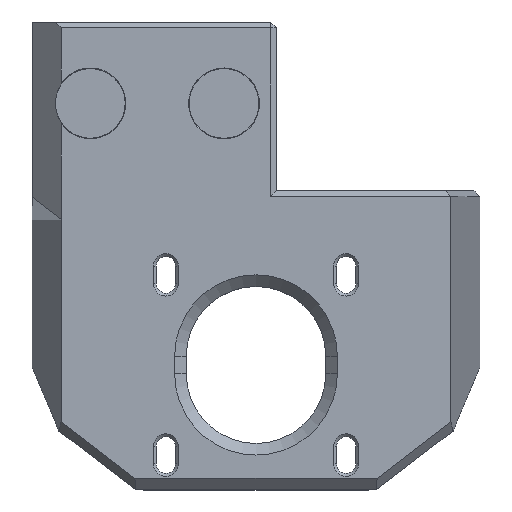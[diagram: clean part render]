
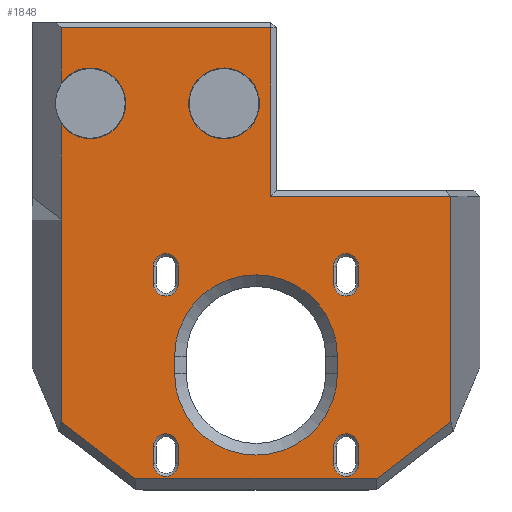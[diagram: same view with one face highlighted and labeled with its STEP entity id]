
A CAD part, top view. The second image highlights one B-rep face of the part: STEP entity #1848.
In plain terms, the highlighted planar face has unit normal (0, 0, 1).
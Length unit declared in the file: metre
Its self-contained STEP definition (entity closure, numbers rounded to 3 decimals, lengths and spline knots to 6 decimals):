
#51=CIRCLE('',#1988,0.014);
#52=CIRCLE('',#1989,0.014);
#53=CIRCLE('',#1990,0.00215);
#54=CIRCLE('',#1991,0.00215);
#55=CIRCLE('',#1992,0.00215);
#56=CIRCLE('',#1993,0.00215);
#57=CIRCLE('',#1994,0.00215);
#58=CIRCLE('',#1995,0.00215);
#59=CIRCLE('',#1996,0.00215);
#60=CIRCLE('',#1997,0.00215);
#61=CIRCLE('',#1998,0.0061);
#62=CIRCLE('',#1999,0.0061);
#200=ORIENTED_EDGE('',*,*,#716,.T.);
#201=ORIENTED_EDGE('',*,*,#717,.T.);
#202=ORIENTED_EDGE('',*,*,#718,.T.);
#203=ORIENTED_EDGE('',*,*,#719,.T.);
#204=ORIENTED_EDGE('',*,*,#720,.T.);
#205=ORIENTED_EDGE('',*,*,#721,.T.);
#206=ORIENTED_EDGE('',*,*,#722,.T.);
#207=ORIENTED_EDGE('',*,*,#723,.T.);
#208=ORIENTED_EDGE('',*,*,#724,.T.);
#209=ORIENTED_EDGE('',*,*,#725,.T.);
#210=ORIENTED_EDGE('',*,*,#726,.T.);
#211=ORIENTED_EDGE('',*,*,#727,.T.);
#212=ORIENTED_EDGE('',*,*,#728,.T.);
#213=ORIENTED_EDGE('',*,*,#729,.T.);
#214=ORIENTED_EDGE('',*,*,#730,.T.);
#215=ORIENTED_EDGE('',*,*,#731,.T.);
#216=ORIENTED_EDGE('',*,*,#732,.T.);
#217=ORIENTED_EDGE('',*,*,#733,.T.);
#218=ORIENTED_EDGE('',*,*,#734,.T.);
#219=ORIENTED_EDGE('',*,*,#735,.T.);
#220=ORIENTED_EDGE('',*,*,#736,.T.);
#221=ORIENTED_EDGE('',*,*,#737,.T.);
#222=ORIENTED_EDGE('',*,*,#738,.T.);
#223=ORIENTED_EDGE('',*,*,#739,.T.);
#224=ORIENTED_EDGE('',*,*,#740,.T.);
#225=ORIENTED_EDGE('',*,*,#741,.T.);
#226=ORIENTED_EDGE('',*,*,#742,.F.);
#227=ORIENTED_EDGE('',*,*,#743,.T.);
#228=ORIENTED_EDGE('',*,*,#744,.T.);
#229=ORIENTED_EDGE('',*,*,#745,.T.);
#230=ORIENTED_EDGE('',*,*,#746,.T.);
#231=ORIENTED_EDGE('',*,*,#747,.T.);
#716=EDGE_CURVE('',#970,#971,#1132,.T.);
#717=EDGE_CURVE('',#971,#972,#51,.F.);
#718=EDGE_CURVE('',#972,#973,#1133,.T.);
#719=EDGE_CURVE('',#973,#970,#52,.F.);
#720=EDGE_CURVE('',#974,#975,#1134,.T.);
#721=EDGE_CURVE('',#975,#976,#53,.F.);
#722=EDGE_CURVE('',#976,#977,#1135,.T.);
#723=EDGE_CURVE('',#977,#974,#54,.F.);
#724=EDGE_CURVE('',#978,#979,#1136,.T.);
#725=EDGE_CURVE('',#979,#980,#55,.F.);
#726=EDGE_CURVE('',#980,#981,#1137,.T.);
#727=EDGE_CURVE('',#981,#978,#56,.F.);
#728=EDGE_CURVE('',#982,#983,#1138,.T.);
#729=EDGE_CURVE('',#983,#984,#57,.F.);
#730=EDGE_CURVE('',#984,#985,#1139,.T.);
#731=EDGE_CURVE('',#985,#982,#58,.F.);
#732=EDGE_CURVE('',#986,#987,#1140,.T.);
#733=EDGE_CURVE('',#987,#988,#59,.F.);
#734=EDGE_CURVE('',#988,#989,#1141,.T.);
#735=EDGE_CURVE('',#989,#986,#60,.F.);
#736=EDGE_CURVE('',#990,#990,#61,.F.);
#737=EDGE_CURVE('',#991,#992,#1142,.T.);
#738=EDGE_CURVE('',#992,#993,#1143,.T.);
#739=EDGE_CURVE('',#993,#994,#1144,.T.);
#740=EDGE_CURVE('',#994,#995,#62,.F.);
#741=EDGE_CURVE('',#995,#996,#1145,.T.);
#742=EDGE_CURVE('',#997,#996,#1146,.T.);
#743=EDGE_CURVE('',#997,#998,#1147,.T.);
#744=EDGE_CURVE('',#998,#999,#1148,.T.);
#745=EDGE_CURVE('',#999,#1000,#1149,.T.);
#746=EDGE_CURVE('',#1000,#1001,#1150,.T.);
#747=EDGE_CURVE('',#1001,#991,#1151,.T.);
#970=VERTEX_POINT('',#2830);
#971=VERTEX_POINT('',#2831);
#972=VERTEX_POINT('',#2833);
#973=VERTEX_POINT('',#2835);
#974=VERTEX_POINT('',#2838);
#975=VERTEX_POINT('',#2839);
#976=VERTEX_POINT('',#2841);
#977=VERTEX_POINT('',#2843);
#978=VERTEX_POINT('',#2846);
#979=VERTEX_POINT('',#2847);
#980=VERTEX_POINT('',#2849);
#981=VERTEX_POINT('',#2851);
#982=VERTEX_POINT('',#2854);
#983=VERTEX_POINT('',#2855);
#984=VERTEX_POINT('',#2857);
#985=VERTEX_POINT('',#2859);
#986=VERTEX_POINT('',#2862);
#987=VERTEX_POINT('',#2863);
#988=VERTEX_POINT('',#2865);
#989=VERTEX_POINT('',#2867);
#990=VERTEX_POINT('',#2870);
#991=VERTEX_POINT('',#2872);
#992=VERTEX_POINT('',#2873);
#993=VERTEX_POINT('',#2875);
#994=VERTEX_POINT('',#2877);
#995=VERTEX_POINT('',#2879);
#996=VERTEX_POINT('',#2881);
#997=VERTEX_POINT('',#2883);
#998=VERTEX_POINT('',#2885);
#999=VERTEX_POINT('',#2887);
#1000=VERTEX_POINT('',#2889);
#1001=VERTEX_POINT('',#2891);
#1132=LINE('',#2829,#1339);
#1133=LINE('',#2834,#1340);
#1134=LINE('',#2837,#1341);
#1135=LINE('',#2842,#1342);
#1136=LINE('',#2845,#1343);
#1137=LINE('',#2850,#1344);
#1138=LINE('',#2853,#1345);
#1139=LINE('',#2858,#1346);
#1140=LINE('',#2861,#1347);
#1141=LINE('',#2866,#1348);
#1142=LINE('',#2871,#1349);
#1143=LINE('',#2874,#1350);
#1144=LINE('',#2876,#1351);
#1145=LINE('',#2880,#1352);
#1146=LINE('',#2882,#1353);
#1147=LINE('',#2884,#1354);
#1148=LINE('',#2886,#1355);
#1149=LINE('',#2888,#1356);
#1150=LINE('',#2890,#1357);
#1151=LINE('',#2892,#1358);
#1339=VECTOR('',#2252,1.);
#1340=VECTOR('',#2255,1.);
#1341=VECTOR('',#2258,1.);
#1342=VECTOR('',#2261,1.);
#1343=VECTOR('',#2264,1.);
#1344=VECTOR('',#2267,1.);
#1345=VECTOR('',#2270,1.);
#1346=VECTOR('',#2273,1.);
#1347=VECTOR('',#2276,1.);
#1348=VECTOR('',#2279,1.);
#1349=VECTOR('',#2284,1.);
#1350=VECTOR('',#2285,1.);
#1351=VECTOR('',#2286,1.);
#1352=VECTOR('',#2289,1.);
#1353=VECTOR('',#2290,1.);
#1354=VECTOR('',#2291,1.);
#1355=VECTOR('',#2292,1.);
#1356=VECTOR('',#2293,1.);
#1357=VECTOR('',#2294,1.);
#1358=VECTOR('',#2295,1.);
#1502=EDGE_LOOP('',(#200,#201,#202,#203));
#1503=EDGE_LOOP('',(#204,#205,#206,#207));
#1504=EDGE_LOOP('',(#208,#209,#210,#211));
#1505=EDGE_LOOP('',(#212,#213,#214,#215));
#1506=EDGE_LOOP('',(#216,#217,#218,#219));
#1507=EDGE_LOOP('',(#220));
#1508=EDGE_LOOP('',(#221,#222,#223,#224,#225,#226,#227,#228,#229,#230,#231));
#1638=FACE_BOUND('',#1502,.T.);
#1639=FACE_BOUND('',#1503,.T.);
#1640=FACE_BOUND('',#1504,.T.);
#1641=FACE_BOUND('',#1505,.T.);
#1642=FACE_BOUND('',#1506,.T.);
#1643=FACE_BOUND('',#1507,.T.);
#1644=FACE_BOUND('',#1508,.T.);
#1764=PLANE('',#1987);
#1848=ADVANCED_FACE('',(#1638,#1639,#1640,#1641,#1642,#1643,#1644),#1764,
 .T.);
#1987=AXIS2_PLACEMENT_3D('',#2828,#2250,#2251);
#1988=AXIS2_PLACEMENT_3D('',#2832,#2253,#2254);
#1989=AXIS2_PLACEMENT_3D('',#2836,#2256,#2257);
#1990=AXIS2_PLACEMENT_3D('',#2840,#2259,#2260);
#1991=AXIS2_PLACEMENT_3D('',#2844,#2262,#2263);
#1992=AXIS2_PLACEMENT_3D('',#2848,#2265,#2266);
#1993=AXIS2_PLACEMENT_3D('',#2852,#2268,#2269);
#1994=AXIS2_PLACEMENT_3D('',#2856,#2271,#2272);
#1995=AXIS2_PLACEMENT_3D('',#2860,#2274,#2275);
#1996=AXIS2_PLACEMENT_3D('',#2864,#2277,#2278);
#1997=AXIS2_PLACEMENT_3D('',#2868,#2280,#2281);
#1998=AXIS2_PLACEMENT_3D('',#2869,#2282,#2283);
#1999=AXIS2_PLACEMENT_3D('',#2878,#2287,#2288);
#2250=DIRECTION('',(0.,0.,1.));
#2251=DIRECTION('',(1.,0.,0.));
#2252=DIRECTION('',(0.,-1.,0.));
#2253=DIRECTION('',(0.,0.,1.));
#2254=DIRECTION('',(1.,0.,0.));
#2255=DIRECTION('',(0.,1.,0.));
#2256=DIRECTION('',(0.,0.,1.));
#2257=DIRECTION('',(1.,0.,0.));
#2258=DIRECTION('',(0.,-1.,0.));
#2259=DIRECTION('',(0.,0.,1.));
#2260=DIRECTION('',(1.,0.,0.));
#2261=DIRECTION('',(0.,1.,0.));
#2262=DIRECTION('',(0.,0.,1.));
#2263=DIRECTION('',(1.,0.,0.));
#2264=DIRECTION('',(0.,-1.,0.));
#2265=DIRECTION('',(0.,0.,1.));
#2266=DIRECTION('',(1.,0.,0.));
#2267=DIRECTION('',(0.,1.,0.));
#2268=DIRECTION('',(0.,0.,1.));
#2269=DIRECTION('',(1.,0.,0.));
#2270=DIRECTION('',(0.,-1.,0.));
#2271=DIRECTION('',(0.,0.,1.));
#2272=DIRECTION('',(1.,0.,0.));
#2273=DIRECTION('',(0.,1.,0.));
#2274=DIRECTION('',(0.,0.,1.));
#2275=DIRECTION('',(1.,0.,0.));
#2276=DIRECTION('',(0.,-1.,0.));
#2277=DIRECTION('',(0.,0.,1.));
#2278=DIRECTION('',(1.,0.,0.));
#2279=DIRECTION('',(0.,1.,0.));
#2280=DIRECTION('',(0.,0.,1.));
#2281=DIRECTION('',(1.,0.,0.));
#2282=DIRECTION('',(0.,0.,1.));
#2283=DIRECTION('',(1.,0.,0.));
#2284=DIRECTION('',(0.,1.,0.));
#2285=DIRECTION('',(-1.,0.,0.));
#2286=DIRECTION('',(0.,-1.,0.));
#2287=DIRECTION('',(0.,0.,1.));
#2288=DIRECTION('',(1.,0.,0.));
#2289=DIRECTION('',(0.,-1.,0.));
#2290=DIRECTION('',(0.,1.,0.));
#2291=DIRECTION('',(0.794,-0.607,0.));
#2292=DIRECTION('',(1.,0.,0.));
#2293=DIRECTION('',(0.794,0.607,0.));
#2294=DIRECTION('',(0.,1.,0.));
#2295=DIRECTION('',(-1.,0.,0.));
#2828=CARTESIAN_POINT('',(0.,0.0185,0.005));
#2829=CARTESIAN_POINT('',(0.014,-0.0015,0.005));
#2830=CARTESIAN_POINT('',(0.014,0.0015,0.005));
#2831=CARTESIAN_POINT('',(0.014,-0.0015,0.005));
#2832=CARTESIAN_POINT('',(0.,-0.0015,0.005));
#2833=CARTESIAN_POINT('',(-0.014,-0.0015,0.005));
#2834=CARTESIAN_POINT('',(-0.014,0.0185,0.005));
#2835=CARTESIAN_POINT('',(-0.014,0.0015,0.005));
#2836=CARTESIAN_POINT('',(0.,0.0015,0.005));
#2837=CARTESIAN_POINT('',(0.01765,0.014,0.005));
#2838=CARTESIAN_POINT('',(0.01765,0.017,0.005));
#2839=CARTESIAN_POINT('',(0.01765,0.014,0.005));
#2840=CARTESIAN_POINT('',(0.0155,0.014,0.005));
#2841=CARTESIAN_POINT('',(0.01335,0.014,0.005));
#2842=CARTESIAN_POINT('',(0.01335,0.0185,0.005));
#2843=CARTESIAN_POINT('',(0.01335,0.017,0.005));
#2844=CARTESIAN_POINT('',(0.0155,0.017,0.005));
#2845=CARTESIAN_POINT('',(0.01765,-0.017,0.005));
#2846=CARTESIAN_POINT('',(0.01765,-0.014,0.005));
#2847=CARTESIAN_POINT('',(0.01765,-0.017,0.005));
#2848=CARTESIAN_POINT('',(0.0155,-0.017,0.005));
#2849=CARTESIAN_POINT('',(0.01335,-0.017,0.005));
#2850=CARTESIAN_POINT('',(0.01335,0.0185,0.005));
#2851=CARTESIAN_POINT('',(0.01335,-0.014,0.005));
#2852=CARTESIAN_POINT('',(0.0155,-0.014,0.005));
#2853=CARTESIAN_POINT('',(-0.01335,-0.017,0.005));
#2854=CARTESIAN_POINT('',(-0.01335,-0.014,0.005));
#2855=CARTESIAN_POINT('',(-0.01335,-0.017,0.005));
#2856=CARTESIAN_POINT('',(-0.0155,-0.017,0.005));
#2857=CARTESIAN_POINT('',(-0.01765,-0.017,0.005));
#2858=CARTESIAN_POINT('',(-0.01765,0.0185,0.005));
#2859=CARTESIAN_POINT('',(-0.01765,-0.014,0.005));
#2860=CARTESIAN_POINT('',(-0.0155,-0.014,0.005));
#2861=CARTESIAN_POINT('',(-0.01335,0.014,0.005));
#2862=CARTESIAN_POINT('',(-0.01335,0.017,0.005));
#2863=CARTESIAN_POINT('',(-0.01335,0.014,0.005));
#2864=CARTESIAN_POINT('',(-0.0155,0.014,0.005));
#2865=CARTESIAN_POINT('',(-0.01765,0.014,0.005));
#2866=CARTESIAN_POINT('',(-0.01765,0.0185,0.005));
#2867=CARTESIAN_POINT('',(-0.01765,0.017,0.005));
#2868=CARTESIAN_POINT('',(-0.0155,0.017,0.005));
#2869=CARTESIAN_POINT('',(-0.0055,0.045,0.005));
#2870=CARTESIAN_POINT('',(0.0006,0.045,0.005));
#2871=CARTESIAN_POINT('',(0.0025,0.059,0.005));
#2872=CARTESIAN_POINT('',(0.0025,0.029,0.005));
#2873=CARTESIAN_POINT('',(0.0025,0.058,0.005));
#2874=CARTESIAN_POINT('',(-0.0335,0.058,0.005));
#2875=CARTESIAN_POINT('',(-0.0335,0.058,0.005));
#2876=CARTESIAN_POINT('',(-0.0335,0.029895,0.005));
#2877=CARTESIAN_POINT('',(-0.0335,0.048494,0.005));
#2878=CARTESIAN_POINT('',(-0.0285,0.045,0.005));
#2879=CARTESIAN_POINT('',(-0.0335,0.041506,0.005));
#2880=CARTESIAN_POINT('',(-0.0335,0.029895,0.005));
#2881=CARTESIAN_POINT('',(-0.0335,0.025,0.005));
#2882=CARTESIAN_POINT('',(-0.0335,-0.0288,0.005));
#2883=CARTESIAN_POINT('',(-0.0335,-0.009806,0.005));
#2884=CARTESIAN_POINT('',(-0.0229,-0.017911,0.005));
#2885=CARTESIAN_POINT('',(-0.020823,-0.0195,0.005));
#2886=CARTESIAN_POINT('',(0.0215,-0.0195,0.005));
#2887=CARTESIAN_POINT('',(0.020823,-0.0195,0.005));
#2888=CARTESIAN_POINT('',(0.032285,-0.010735,0.005));
#2889=CARTESIAN_POINT('',(0.0335,-0.009806,0.005));
#2890=CARTESIAN_POINT('',(0.0335,-0.0288,0.005));
#2891=CARTESIAN_POINT('',(0.0335,0.029,0.005));
#2892=CARTESIAN_POINT('',(0.0035,0.029,0.005));
